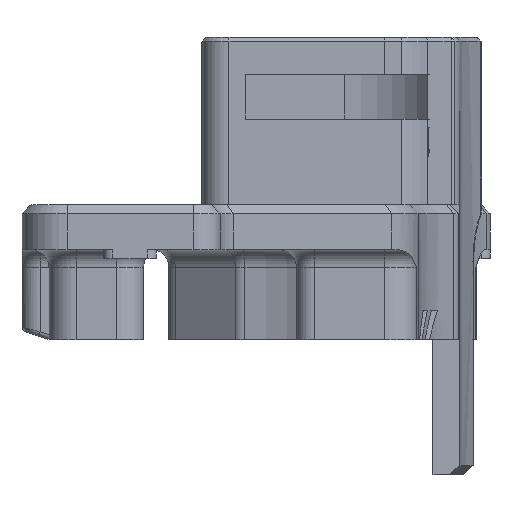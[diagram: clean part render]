
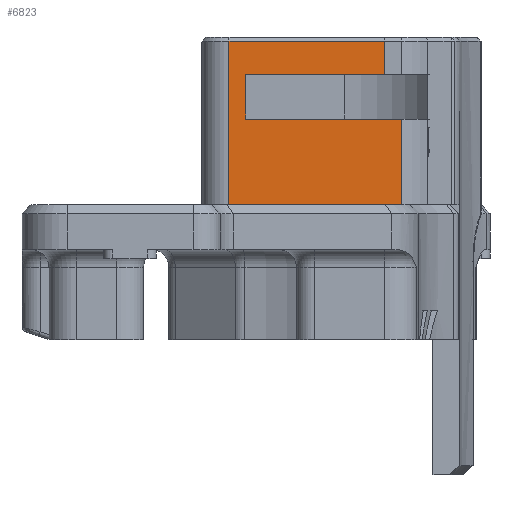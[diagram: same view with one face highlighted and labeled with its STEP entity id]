
A CAD part, left-side view. The second image highlights one B-rep face of the part: STEP entity #6823.
In plain terms, the highlighted planar face has unit normal (-1, 0, 0).
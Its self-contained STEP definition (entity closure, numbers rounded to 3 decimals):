
#657=FACE_OUTER_BOUND('',#1065,.T.);
#1065=EDGE_LOOP('',(#5827,#5828,#5829,#5830,#5831,#5832,#5833,#5834));
#1931=LINE('',#11873,#2468);
#1941=LINE('',#12050,#2478);
#1942=LINE('',#12052,#2479);
#1943=LINE('',#12054,#2480);
#1944=LINE('',#12056,#2481);
#1945=LINE('',#12058,#2482);
#1946=LINE('',#12060,#2483);
#1947=LINE('',#12061,#2484);
#2468=VECTOR('',#9299,10.);
#2478=VECTOR('',#9329,10.);
#2479=VECTOR('',#9330,10.);
#2480=VECTOR('',#9331,10.);
#2481=VECTOR('',#9332,10.);
#2482=VECTOR('',#9333,10.);
#2483=VECTOR('',#9334,10.);
#2484=VECTOR('',#9335,10.);
#3101=VERTEX_POINT('',#11870);
#3102=VERTEX_POINT('',#11872);
#3122=VERTEX_POINT('',#12049);
#3123=VERTEX_POINT('',#12051);
#3124=VERTEX_POINT('',#12053);
#3125=VERTEX_POINT('',#12055);
#3126=VERTEX_POINT('',#12057);
#3127=VERTEX_POINT('',#12059);
#4027=EDGE_CURVE('',#3102,#3101,#1931,.T.);
#4050=EDGE_CURVE('',#3101,#3122,#1941,.T.);
#4051=EDGE_CURVE('',#3122,#3123,#1942,.T.);
#4052=EDGE_CURVE('',#3123,#3124,#1943,.T.);
#4053=EDGE_CURVE('',#3125,#3124,#1944,.T.);
#4054=EDGE_CURVE('',#3125,#3126,#1945,.T.);
#4055=EDGE_CURVE('',#3126,#3127,#1946,.T.);
#4056=EDGE_CURVE('',#3127,#3102,#1947,.T.);
#5827=ORIENTED_EDGE('',*,*,#4027,.T.);
#5828=ORIENTED_EDGE('',*,*,#4050,.T.);
#5829=ORIENTED_EDGE('',*,*,#4051,.T.);
#5830=ORIENTED_EDGE('',*,*,#4052,.T.);
#5831=ORIENTED_EDGE('',*,*,#4053,.F.);
#5832=ORIENTED_EDGE('',*,*,#4054,.T.);
#5833=ORIENTED_EDGE('',*,*,#4055,.T.);
#5834=ORIENTED_EDGE('',*,*,#4056,.T.);
#6483=PLANE('',#7542);
#6823=ADVANCED_FACE('',(#657),#6483,.T.);
#7542=AXIS2_PLACEMENT_3D('',#12048,#9327,#9328);
#9299=DIRECTION('',(0.,1.,0.));
#9327=DIRECTION('center_axis',(-1.,0.,0.));
#9328=DIRECTION('ref_axis',(0.,0.,
1.));
#9329=DIRECTION('',(0.,0.,1.));
#9330=DIRECTION('',(0.,-1.,0.));
#9331=DIRECTION('',(0.,0.,1.));
#9332=DIRECTION('',(0.,-1.,0.));
#9333=DIRECTION('',(0.,0.,-1.));
#9334=DIRECTION('',(0.,-1.,0.));
#9335=DIRECTION('',(0.,0.,1.));
#11870=CARTESIAN_POINT('',(398.208,67.236,11.184));
#11872=CARTESIAN_POINT('',(398.208,49.878,11.184));
#11873=CARTESIAN_POINT('',(398.208,62.947,11.184));
#12048=CARTESIAN_POINT('Origin',(398.208,58.657,10.972));
#12049=CARTESIAN_POINT('',(398.208,67.236,16.184));
#12050=CARTESIAN_POINT('',(398.208,67.236,11.828));
#12051=CARTESIAN_POINT('',(398.208,51.828,16.184));
#12052=CARTESIAN_POINT('',(398.208,45.236,16.184));
#12053=CARTESIAN_POINT('',(398.208,51.828,19.851));
#12054=CARTESIAN_POINT('',(398.208,51.828,20.251));
#12055=CARTESIAN_POINT('',(398.208,69.077,19.851));
#12056=CARTESIAN_POINT('',(398.208,65.367,19.851));
#12057=CARTESIAN_POINT('',(398.208,69.077,1.694));
#12058=CARTESIAN_POINT('',(398.208,69.077,15.612));
#12059=CARTESIAN_POINT('',(398.208,49.878,1.694));
#12060=CARTESIAN_POINT('',(398.208,72.077,1.694));
#12061=CARTESIAN_POINT('',(398.208,49.878,20.251));
